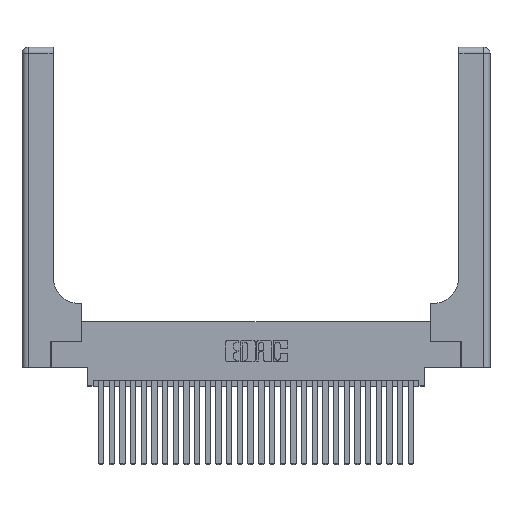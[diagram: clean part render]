
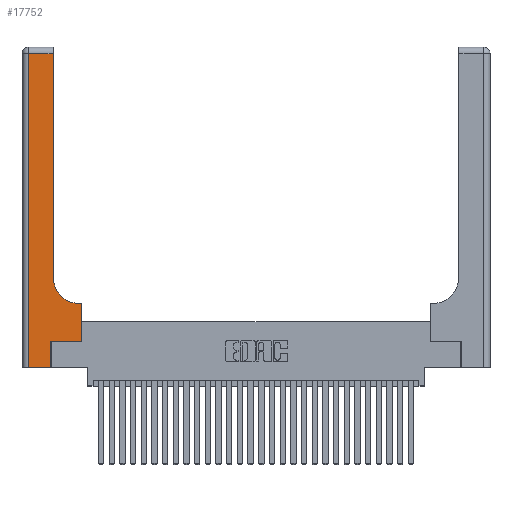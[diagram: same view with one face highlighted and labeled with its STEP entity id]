
A CAD part, top view. The second image highlights one B-rep face of the part: STEP entity #17752.
In plain terms, the highlighted planar face has unit normal (0, 0, 1).
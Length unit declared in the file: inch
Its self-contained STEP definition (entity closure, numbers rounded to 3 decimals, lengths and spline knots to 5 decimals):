
#48 = CARTESIAN_POINT ( 'NONE',  ( 0.269, 0., 0.37 ) ) ;
#338 = CARTESIAN_POINT ( 'NONE',  ( 0.269, 0.25, 0.37 ) ) ;
#717 = CARTESIAN_POINT ( 'NONE',  ( 0.5585, 0.25, 0.37 ) ) ;
#1072 = PLANE ( 'NONE',  #5805 ) ;
#1462 = VECTOR ( 'NONE', #27198, 39.37008 ) ;
#1702 = LINE ( 'NONE', #3533, #25923 ) ;
#1922 = CARTESIAN_POINT ( 'NONE',  ( 0.06, 3., 0.37 ) ) ;
#1982 = EDGE_LOOP ( 'NONE', ( #11847, #27041, #30012, #20341, #23567, #27179, #13539, #16121, #24523 ) ) ;
#3533 = CARTESIAN_POINT ( 'NONE',  ( 0.269, 0.25, 0.37 ) ) ;
#3671 = VERTEX_POINT ( 'NONE', #26010 ) ;
#3691 = VERTEX_POINT ( 'NONE', #338 ) ;
#4251 = VECTOR ( 'NONE', #14868, 39.37008 ) ;
#4577 = EDGE_CURVE ( 'NONE', #21133, #26825, #21050, .T. ) ;
#4831 = VERTEX_POINT ( 'NONE', #18352 ) ;
#5118 = VERTEX_POINT ( 'NONE', #28925 ) ;
#5776 = FACE_OUTER_BOUND ( 'NONE', #1982, .T. ) ;
#5805 = AXIS2_PLACEMENT_3D ( 'NONE', #24603, #10585, #26886 ) ;
#6839 = VECTOR ( 'NONE', #10856, 39.37008 ) ;
#7131 = VERTEX_POINT ( 'NONE', #25168 ) ;
#7757 = EDGE_CURVE ( 'NONE', #30299, #7131, #26658, .T. ) ;
#8060 = CARTESIAN_POINT ( 'NONE',  ( 0.5415, 0.85, 0.37 ) ) ;
#8265 = EDGE_CURVE ( 'NONE', #3691, #4831, #1702, .T. ) ;
#8407 = CARTESIAN_POINT ( 'NONE',  ( 0.269, 0., 0.37 ) ) ;
#8422 = DIRECTION ( 'NONE',  ( 1., 0., 0. ) ) ;
#9477 = LINE ( 'NONE', #28159, #27337 ) ;
#10440 = DIRECTION ( 'NONE',  ( 1., 0., 0. ) ) ;
#10566 = LINE ( 'NONE', #717, #4251 ) ;
#10585 = DIRECTION ( 'NONE',  ( 0., 0., -1. ) ) ;
#10856 = DIRECTION ( 'NONE',  ( 1., 0., 0. ) ) ;
#10905 = CARTESIAN_POINT ( 'NONE',  ( 0., 2.94, 0.37 ) ) ;
#11538 = EDGE_CURVE ( 'NONE', #26825, #5118, #27365, .T. ) ;
#11847 = ORIENTED_EDGE ( 'NONE', *, *, #11538, .T. ) ;
#13112 = CARTESIAN_POINT ( 'NONE',  ( 0., 0., 0.37 ) ) ;
#13539 = ORIENTED_EDGE ( 'NONE', *, *, #18271, .T. ) ;
#14868 = DIRECTION ( 'NONE',  ( 0., 1., 0. ) ) ;
#14904 = EDGE_CURVE ( 'NONE', #23097, #3691, #21467, .T. ) ;
#15237 = VECTOR ( 'NONE', #22575, 39.37008 ) ;
#16121 = ORIENTED_EDGE ( 'NONE', *, *, #18100, .T. ) ;
#17752 = ADVANCED_FACE ( 'NONE', ( #5776 ), #1072, .F. ) ;
#18100 = EDGE_CURVE ( 'NONE', #3671, #21133, #9477, .T. ) ;
#18271 = EDGE_CURVE ( 'NONE', #4831, #3671, #10566, .T. ) ;
#18352 = CARTESIAN_POINT ( 'NONE',  ( 0.5585, 0.25, 0.37 ) ) ;
#18419 = DIRECTION ( 'NONE',  ( 0., -1., 0. ) ) ;
#18449 = EDGE_CURVE ( 'NONE', #7131, #23097, #25562, .T. ) ;
#18486 = CARTESIAN_POINT ( 'NONE',  ( 0.2915, 0.85, 0.37 ) ) ;
#18843 = CARTESIAN_POINT ( 'NONE',  ( 0.2915, 3., 0.37 ) ) ;
#20341 = ORIENTED_EDGE ( 'NONE', *, *, #18449, .T. ) ;
#21050 = CIRCLE ( 'NONE', #27288, 0.25 ) ;
#21133 = VERTEX_POINT ( 'NONE', #24455 ) ;
#21242 = DIRECTION ( 'NONE',  ( -1., 0., 0. ) ) ;
#21467 = LINE ( 'NONE', #8407, #15237 ) ;
#21951 = EDGE_CURVE ( 'NONE', #5118, #30299, #25703, .T. ) ;
#22575 = DIRECTION ( 'NONE',  ( 0., 1., 0. ) ) ;
#23097 = VERTEX_POINT ( 'NONE', #48 ) ;
#23567 = ORIENTED_EDGE ( 'NONE', *, *, #14904, .T. ) ;
#24455 = CARTESIAN_POINT ( 'NONE',  ( 0.5415, 0.6, 0.37 ) ) ;
#24462 = DIRECTION ( 'NONE',  ( 0., 0., -1. ) ) ;
#24523 = ORIENTED_EDGE ( 'NONE', *, *, #4577, .T. ) ;
#24603 = CARTESIAN_POINT ( 'NONE',  ( 0., 3., 0.37 ) ) ;
#25168 = CARTESIAN_POINT ( 'NONE',  ( 0.06, 0., 0.37 ) ) ;
#25562 = LINE ( 'NONE', #13112, #6839 ) ;
#25703 = LINE ( 'NONE', #10905, #1462 ) ;
#25842 = DIRECTION ( 'NONE',  ( 0., 1., 0. ) ) ;
#25923 = VECTOR ( 'NONE', #8422, 39.37008 ) ;
#26010 = CARTESIAN_POINT ( 'NONE',  ( 0.5585, 0.6, 0.37 ) ) ;
#26653 = VECTOR ( 'NONE', #25842, 39.37008 ) ;
#26658 = LINE ( 'NONE', #1922, #27370 ) ;
#26825 = VERTEX_POINT ( 'NONE', #18486 ) ;
#26886 = DIRECTION ( 'NONE',  ( -1., 0., 0. ) ) ;
#27041 = ORIENTED_EDGE ( 'NONE', *, *, #21951, .T. ) ;
#27179 = ORIENTED_EDGE ( 'NONE', *, *, #8265, .T. ) ;
#27198 = DIRECTION ( 'NONE',  ( -1., 0., 0. ) ) ;
#27288 = AXIS2_PLACEMENT_3D ( 'NONE', #8060, #24462, #10440 ) ;
#27337 = VECTOR ( 'NONE', #21242, 39.37008 ) ;
#27365 = LINE ( 'NONE', #18843, #26653 ) ;
#27370 = VECTOR ( 'NONE', #18419, 39.37008 ) ;
#27766 = CARTESIAN_POINT ( 'NONE',  ( 0.06, 2.94, 0.37 ) ) ;
#28159 = CARTESIAN_POINT ( 'NONE',  ( 0.2915, 0.6, 0.37 ) ) ;
#28925 = CARTESIAN_POINT ( 'NONE',  ( 0.2915, 2.94, 0.37 ) ) ;
#30012 = ORIENTED_EDGE ( 'NONE', *, *, #7757, .T. ) ;
#30299 = VERTEX_POINT ( 'NONE', #27766 ) ;
